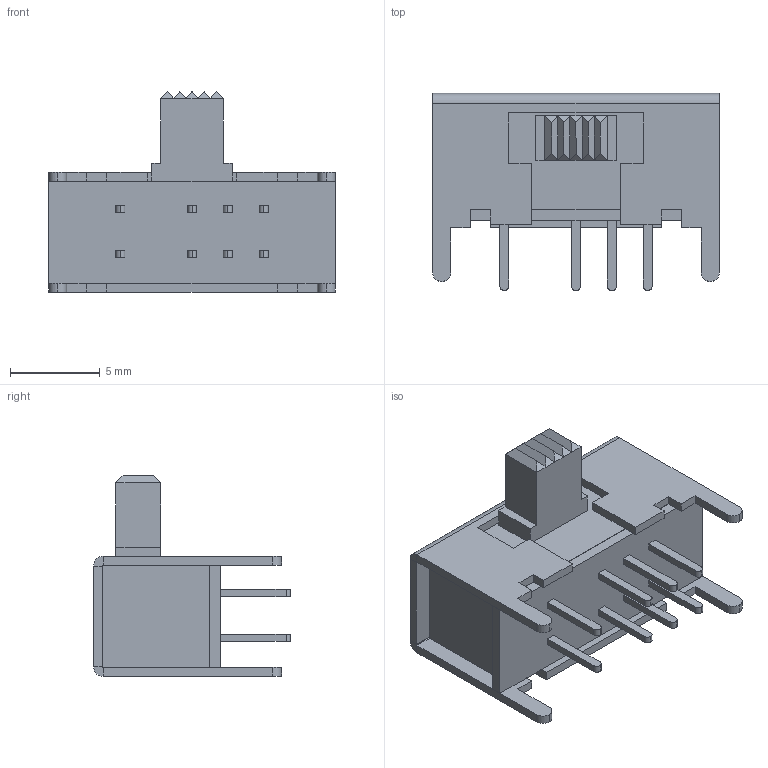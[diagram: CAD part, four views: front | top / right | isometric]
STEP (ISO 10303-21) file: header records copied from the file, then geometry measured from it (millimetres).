
FILE_DESCRIPTION (( 'STEP AP214' ), '1' );
FILE_NAME ('MHS233RA04.STEP', '2022-01-21T18:20:40', ( '' ), ( '' ), 'SwSTEP 2.0', 'SolidWorks 2017', '' );
FILE_SCHEMA (( 'AUTOMOTIVE_DESIGN' ));
Length unit declared in the file: millimetre
Products named in the file (1): MHS233RA04
Bounding box: 16 x 11 x 11.2 mm (x, y, z)
Volume: 731 mm3; surface area: 1371.9 mm2
Topology: 11 solids, 11 shells, 156 faces, 363 edges, 230 vertices
Faces by surface type: plane 126, cylinder 30
Entity records: 4483 total; most frequent: CARTESIAN_POINT 750, DIRECTION 737, ORIENTED_EDGE 726, EDGE_CURVE 363, LINE 303, VECTOR 303, VERTEX_POINT 230, AXIS2_PLACEMENT_3D 217
